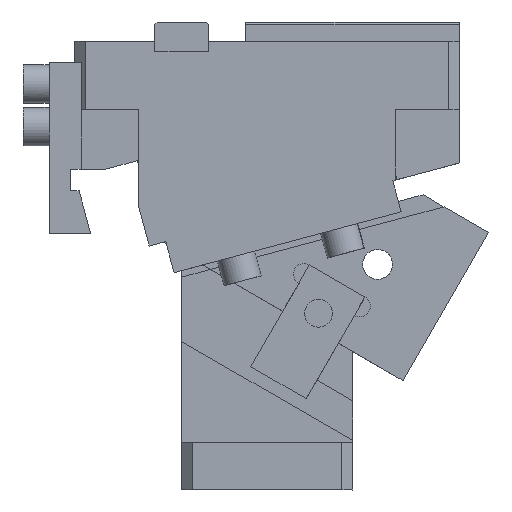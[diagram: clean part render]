
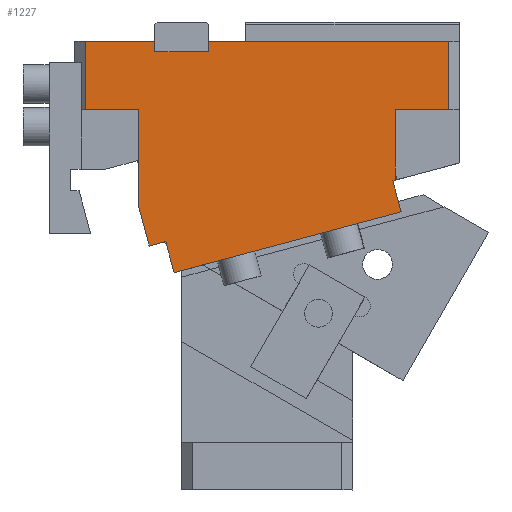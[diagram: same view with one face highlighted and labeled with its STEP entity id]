
A CAD part, front view. The second image highlights one B-rep face of the part: STEP entity #1227.
In plain terms, the highlighted planar face has unit normal (0, -1, 0).
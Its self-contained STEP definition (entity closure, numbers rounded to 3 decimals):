
#124=CARTESIAN_POINT('Vertex',(5.,-57.5,0.)) ;
#127=CARTESIAN_POINT('Line Origine',(21.25,-57.5,0.)) ;
#131=CARTESIAN_POINT('Vertex',(37.5,-57.5,0.)) ;
#367=CARTESIAN_POINT('Vertex',(62.5,-57.5,0.)) ;
#370=CARTESIAN_POINT('Line Origine',(118.75,-57.5,0.)) ;
#374=CARTESIAN_POINT('Vertex',(175.,-57.5,0.)) ;
#1090=CARTESIAN_POINT('Line Origine',(37.5,-57.5,-2.5)) ;
#1094=CARTESIAN_POINT('Vertex',(37.5,-57.5,-5.)) ;
#1109=CARTESIAN_POINT('Axis2P3D Location',(0.,-57.5,0.)) ;
#1114=CARTESIAN_POINT('Line Origine',(32.426,-57.5,-86.774)) ;
#1118=CARTESIAN_POINT('Vertex',(34.853,-57.5,-95.83)) ;
#1120=CARTESIAN_POINT('Vertex',(30.,-57.5,-77.719)) ;
#1123=CARTESIAN_POINT('Line Origine',(38.717,-57.5,-94.794)) ;
#1127=CARTESIAN_POINT('Vertex',(42.58,-57.5,-93.759)) ;
#1130=CARTESIAN_POINT('Line Origine',(44.521,-57.5,-101.003)) ;
#1134=CARTESIAN_POINT('Vertex',(46.463,-57.5,-108.248)) ;
#1137=CARTESIAN_POINT('Line Origine',(99.588,-57.5,-94.013)) ;
#1141=CARTESIAN_POINT('Vertex',(152.714,-57.5,-79.778)) ;
#1144=CARTESIAN_POINT('Line Origine',(150.773,-57.5,-72.533)) ;
#1148=CARTESIAN_POINT('Vertex',(148.832,-57.5,-65.289)) ;
#1151=CARTESIAN_POINT('Line Origine',(149.416,-57.5,-65.132)) ;
#1155=CARTESIAN_POINT('Vertex',(150.,-57.5,-64.976)) ;
#1158=CARTESIAN_POINT('Line Origine',(150.,-57.5,-48.488)) ;
#1162=CARTESIAN_POINT('Vertex',(150.,-57.5,-32.)) ;
#1165=CARTESIAN_POINT('Line Origine',(162.5,-57.5,-32.)) ;
#1169=CARTESIAN_POINT('Vertex',(175.,-57.5,-32.)) ;
#1172=CARTESIAN_POINT('Line Origine',(175.,-57.5,-16.)) ;
#1177=CARTESIAN_POINT('Line Origine',(62.5,-57.5,-2.5)) ;
#1181=CARTESIAN_POINT('Vertex',(62.5,-57.5,-5.)) ;
#1184=CARTESIAN_POINT('Line Origine',(50.,-57.5,-5.)) ;
#1189=CARTESIAN_POINT('Line Origine',(5.,-57.5,-16.)) ;
#1193=CARTESIAN_POINT('Vertex',(5.,-57.5,-32.)) ;
#1196=CARTESIAN_POINT('Line Origine',(17.5,-57.5,-32.)) ;
#1200=CARTESIAN_POINT('Vertex',(30.,-57.5,-32.)) ;
#1203=CARTESIAN_POINT('Line Origine',(30.,-57.5,-54.859)) ;
#128=DIRECTION('Vector Direction',(1.,0.,0.)) ;
#371=DIRECTION('Vector Direction',(1.,0.,0.)) ;
#1091=DIRECTION('Vector Direction',(0.,0.,1.)) ;
#1110=DIRECTION('Axis2P3D Direction',(0.,1.,0.)) ;
#1111=DIRECTION('Axis2P3D XDirection',(0.,0.,1.)) ;
#1115=DIRECTION('Vector Direction',(-0.259,0.,0.966)) ;
#1124=DIRECTION('Vector Direction',(-0.966,0.,-0.259)) ;
#1131=DIRECTION('Vector Direction',(-0.259,0.,0.966)) ;
#1138=DIRECTION('Vector Direction',(-0.966,0.,-0.259)) ;
#1145=DIRECTION('Vector Direction',(-0.259,0.,0.966)) ;
#1152=DIRECTION('Vector Direction',(-0.966,0.,-0.259)) ;
#1159=DIRECTION('Vector Direction',(0.,0.,1.)) ;
#1166=DIRECTION('Vector Direction',(-1.,0.,0.)) ;
#1173=DIRECTION('Vector Direction',(0.,0.,1.)) ;
#1178=DIRECTION('Vector Direction',(0.,0.,-1.)) ;
#1185=DIRECTION('Vector Direction',(1.,0.,0.)) ;
#1190=DIRECTION('Vector Direction',(0.,0.,-1.)) ;
#1197=DIRECTION('Vector Direction',(-1.,0.,0.)) ;
#1204=DIRECTION('Vector Direction',(0.,0.,-1.)) ;
#1112=AXIS2_PLACEMENT_3D('Plane Axis2P3D',#1109,#1110,#1111) ;
#1209=ORIENTED_EDGE('',*,*,#1122,.F.) ;
#1210=ORIENTED_EDGE('',*,*,#1129,.F.) ;
#1211=ORIENTED_EDGE('',*,*,#1136,.F.) ;
#1212=ORIENTED_EDGE('',*,*,#1143,.F.) ;
#1213=ORIENTED_EDGE('',*,*,#1150,.T.) ;
#1214=ORIENTED_EDGE('',*,*,#1157,.F.) ;
#1215=ORIENTED_EDGE('',*,*,#1164,.T.) ;
#1216=ORIENTED_EDGE('',*,*,#1171,.F.) ;
#1217=ORIENTED_EDGE('',*,*,#1176,.T.) ;
#1218=ORIENTED_EDGE('',*,*,#376,.F.) ;
#1219=ORIENTED_EDGE('',*,*,#1183,.T.) ;
#1220=ORIENTED_EDGE('',*,*,#1188,.F.) ;
#1221=ORIENTED_EDGE('',*,*,#1096,.T.) ;
#1222=ORIENTED_EDGE('',*,*,#133,.F.) ;
#1223=ORIENTED_EDGE('',*,*,#1195,.T.) ;
#1224=ORIENTED_EDGE('',*,*,#1202,.F.) ;
#1225=ORIENTED_EDGE('',*,*,#1207,.T.) ;
#129=VECTOR('Line Direction',#128,1.) ;
#372=VECTOR('Line Direction',#371,1.) ;
#1092=VECTOR('Line Direction',#1091,1.) ;
#1116=VECTOR('Line Direction',#1115,1.) ;
#1125=VECTOR('Line Direction',#1124,1.) ;
#1132=VECTOR('Line Direction',#1131,1.) ;
#1139=VECTOR('Line Direction',#1138,1.) ;
#1146=VECTOR('Line Direction',#1145,1.) ;
#1153=VECTOR('Line Direction',#1152,1.) ;
#1160=VECTOR('Line Direction',#1159,1.) ;
#1167=VECTOR('Line Direction',#1166,1.) ;
#1174=VECTOR('Line Direction',#1173,1.) ;
#1179=VECTOR('Line Direction',#1178,1.) ;
#1186=VECTOR('Line Direction',#1185,1.) ;
#1191=VECTOR('Line Direction',#1190,1.) ;
#1198=VECTOR('Line Direction',#1197,1.) ;
#1205=VECTOR('Line Direction',#1204,1.) ;
#1227=ADVANCED_FACE('CAM HOLDER',(#1226),#1113,.F.) ;
#133=EDGE_CURVE('',#125,#132,#130,.T.) ;
#376=EDGE_CURVE('',#368,#375,#373,.T.) ;
#1096=EDGE_CURVE('',#1095,#132,#1093,.T.) ;
#1122=EDGE_CURVE('',#1119,#1121,#1117,.T.) ;
#1129=EDGE_CURVE('',#1128,#1119,#1126,.T.) ;
#1136=EDGE_CURVE('',#1135,#1128,#1133,.T.) ;
#1143=EDGE_CURVE('',#1142,#1135,#1140,.T.) ;
#1150=EDGE_CURVE('',#1142,#1149,#1147,.T.) ;
#1157=EDGE_CURVE('',#1156,#1149,#1154,.T.) ;
#1164=EDGE_CURVE('',#1156,#1163,#1161,.T.) ;
#1171=EDGE_CURVE('',#1170,#1163,#1168,.T.) ;
#1176=EDGE_CURVE('',#1170,#375,#1175,.T.) ;
#1183=EDGE_CURVE('',#368,#1182,#1180,.T.) ;
#1188=EDGE_CURVE('',#1095,#1182,#1187,.T.) ;
#1195=EDGE_CURVE('',#125,#1194,#1192,.T.) ;
#1202=EDGE_CURVE('',#1201,#1194,#1199,.T.) ;
#1207=EDGE_CURVE('',#1201,#1121,#1206,.T.) ;
#1208=EDGE_LOOP('',(#1209,#1210,#1211,#1212,#1213,#1214,#1215,#1216,#1217,#1218,#1219,#1220,#1221,#1222,#1223,#1224,#1225)) ;
#1226=FACE_OUTER_BOUND('',#1208,.T.) ;
#130=LINE('Line',#127,#129) ;
#373=LINE('Line',#370,#372) ;
#1093=LINE('Line',#1090,#1092) ;
#1117=LINE('Line',#1114,#1116) ;
#1126=LINE('Line',#1123,#1125) ;
#1133=LINE('Line',#1130,#1132) ;
#1140=LINE('Line',#1137,#1139) ;
#1147=LINE('Line',#1144,#1146) ;
#1154=LINE('Line',#1151,#1153) ;
#1161=LINE('Line',#1158,#1160) ;
#1168=LINE('Line',#1165,#1167) ;
#1175=LINE('Line',#1172,#1174) ;
#1180=LINE('Line',#1177,#1179) ;
#1187=LINE('Line',#1184,#1186) ;
#1192=LINE('Line',#1189,#1191) ;
#1199=LINE('Line',#1196,#1198) ;
#1206=LINE('Line',#1203,#1205) ;
#1113=PLANE('Plane',#1112) ;
#125=VERTEX_POINT('',#124) ;
#132=VERTEX_POINT('',#131) ;
#368=VERTEX_POINT('',#367) ;
#375=VERTEX_POINT('',#374) ;
#1095=VERTEX_POINT('',#1094) ;
#1119=VERTEX_POINT('',#1118) ;
#1121=VERTEX_POINT('',#1120) ;
#1128=VERTEX_POINT('',#1127) ;
#1135=VERTEX_POINT('',#1134) ;
#1142=VERTEX_POINT('',#1141) ;
#1149=VERTEX_POINT('',#1148) ;
#1156=VERTEX_POINT('',#1155) ;
#1163=VERTEX_POINT('',#1162) ;
#1170=VERTEX_POINT('',#1169) ;
#1182=VERTEX_POINT('',#1181) ;
#1194=VERTEX_POINT('',#1193) ;
#1201=VERTEX_POINT('',#1200) ;
